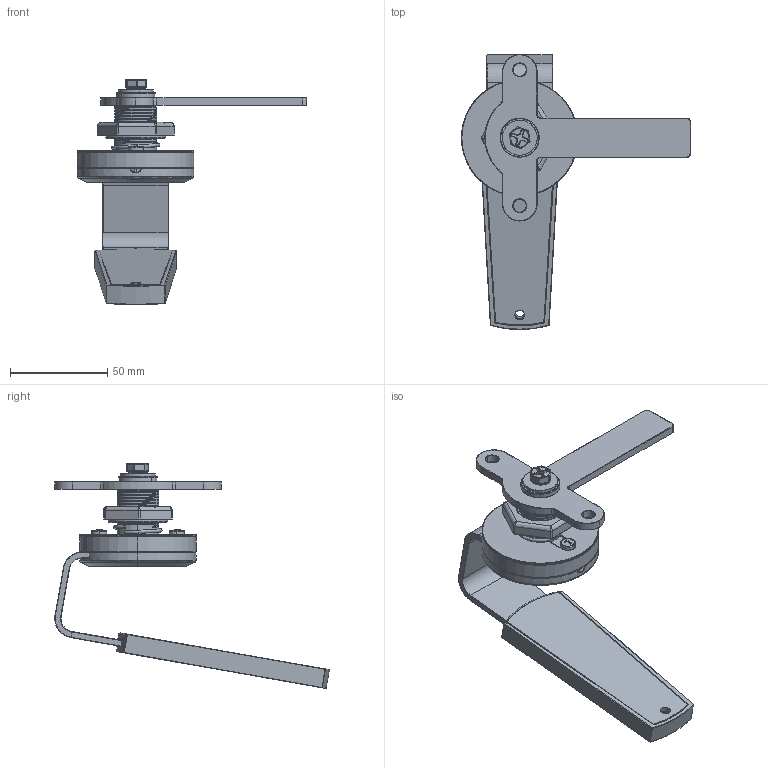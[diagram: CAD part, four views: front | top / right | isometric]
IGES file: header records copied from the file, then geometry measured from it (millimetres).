
Start section: SolidWorks IGES file using analytic representation for surfaces
Global section: file name: MS-1172-1.IGS,15HSolidWorks; native system: 2010; preprocessor: SolidWorks 2010; author: Administrator; date: 120510.112538; units: millimetre
Bounding box: 118 x 141.56 x 115.87 mm (x, y, z)
Surface area: 76246.3 mm2 (no closed solid volume)
Topology: 0 solids, 0 shells, 1951 faces, 15025 edges, 14824 vertices
Faces by surface type: revolution 986, bspline 965
